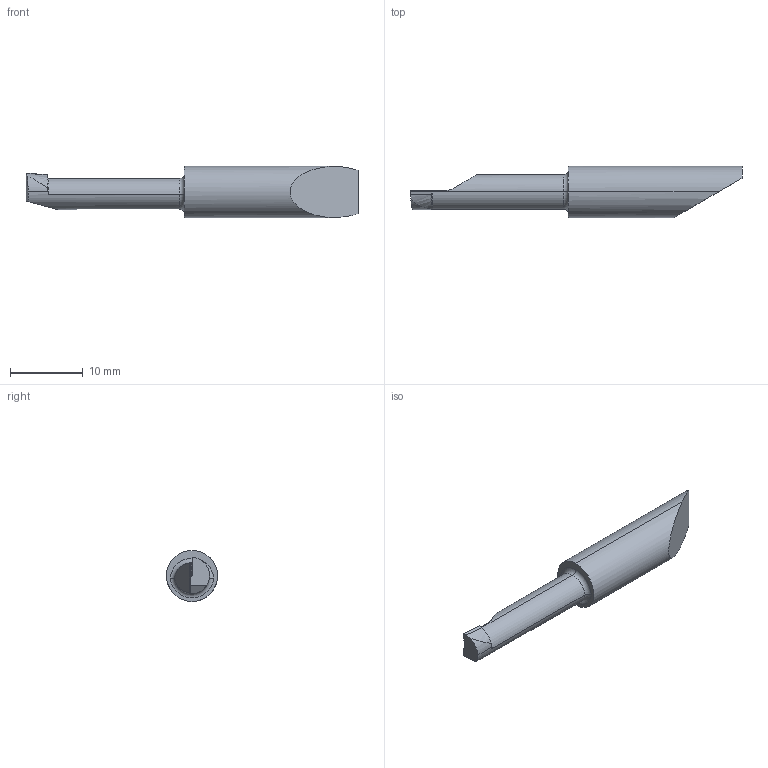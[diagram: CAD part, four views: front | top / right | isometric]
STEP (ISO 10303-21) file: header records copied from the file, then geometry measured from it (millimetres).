
FILE_DESCRIPTION (( 'STEP AP214' ), '1' );
FILE_NAME ('A07.0245.20.52.05 YR.STEP', '2019-06-14T11:55:29', ( '' ), ( '' ), 'SwSTEP 2.0', 'SolidWorks 2017', '' );
FILE_SCHEMA (( 'AUTOMOTIVE_DESIGN' ));
Length unit declared in the file: millimetre
Products named in the file (1): A07.0245.20.52.05 YR
Bounding box: 45.5 x 7 x 7 mm (x, y, z)
Volume: 1070.6 mm3; surface area: 825.3 mm2
Topology: 1 solids, 1 shells, 27 faces, 71 edges, 47 vertices
Faces by surface type: plane 11, cylinder 7, torus 5, cone 3, bspline 1
Entity records: 928 total; most frequent: CARTESIAN_POINT 268, ORIENTED_EDGE 142, DIRECTION 120, EDGE_CURVE 71, AXIS2_PLACEMENT_3D 48, VERTEX_POINT 47, EDGE_LOOP 28, ADVANCED_FACE 27
